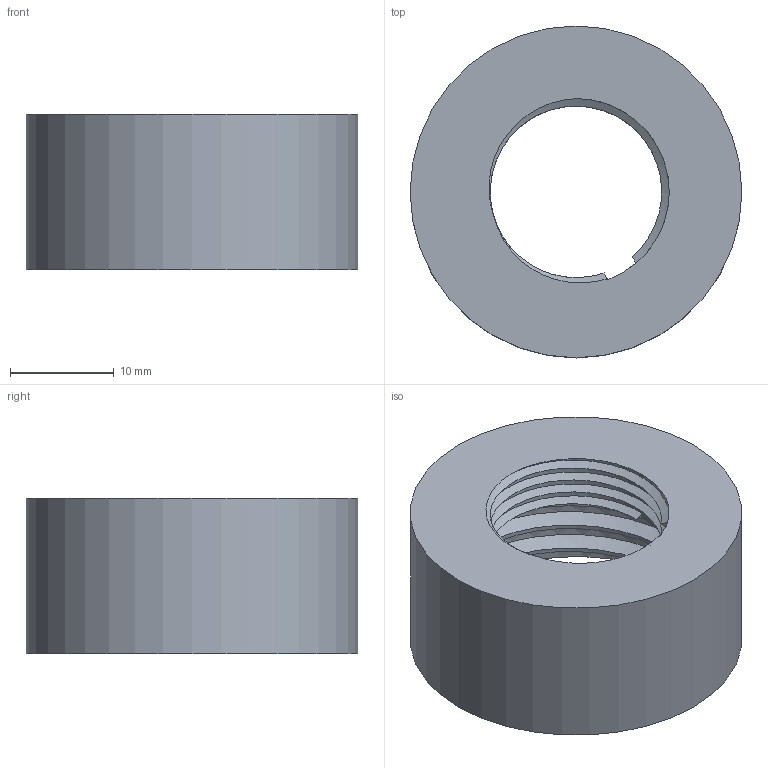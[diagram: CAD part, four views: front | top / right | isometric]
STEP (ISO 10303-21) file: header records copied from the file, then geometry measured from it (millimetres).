
FILE_DESCRIPTION(/* description */ (''),/* implementation_level */ '2;1');
FILE_NAME(/* name */ 'PCO 1881(thread) Sleeve.step',/* time_stamp */ '2025-07-20T19:50:08+02:00',/* author */ (''),/* organization */ (''),/* preprocessor_version */ 'ST-DEVELOPER v20.1',/* originating_system */ 'Autodesk Translation Framework v14.10.0.0',/* authorisation */ '');
FILE_SCHEMA (('AUTOMOTIVE_DESIGN { 1 0 10303 214 3 1 1 }'));
Length unit declared in the file: millimetre
Products named in the file (3): PCO 1881 Sleeve; Threads on igniter v6; Bottle Cap
Assembly tree (2 placements, depth 2):
  PCO 1881 Sleeve
    Threads on igniter v6
    Bottle Cap
Bounding box: 32 x 32 x 15 mm (x, y, z)
Volume: 5251.1 mm3; surface area: 4300.5 mm2
Topology: 1 solids, 1 shells, 38 faces, 116 edges, 81 vertices
Faces by surface type: cylinder 15, plane 12, bspline 11
Full cylindrical faces by diameter (mm): 18 x1, 25.2 x3, 27.7 x3, 32 x1
Entity records: 5293 total; most frequent: CARTESIAN_POINT 4321, ORIENTED_EDGE 232, DIRECTION 117, EDGE_CURVE 116, VERTEX_POINT 81, B_SPLINE_CURVE_WITH_KNOTS 75, AXIS2_PLACEMENT_3D 44, EDGE_LOOP 41
